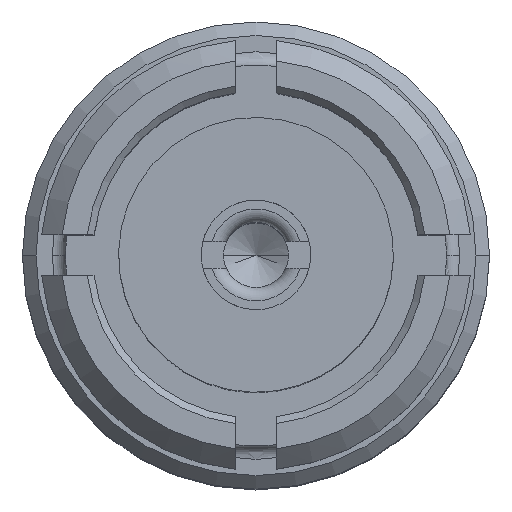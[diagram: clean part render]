
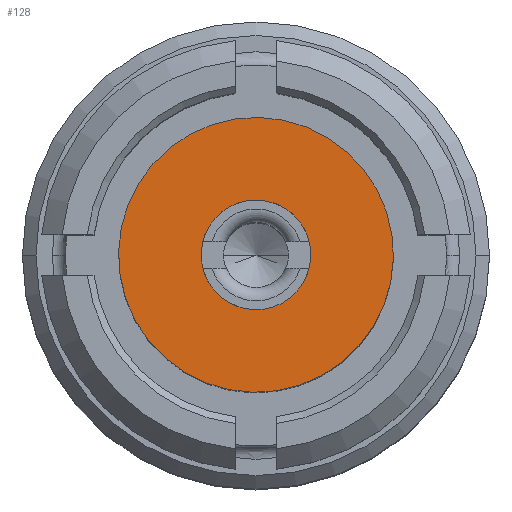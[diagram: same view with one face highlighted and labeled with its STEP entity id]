
A CAD part, top view. The second image highlights one B-rep face of the part: STEP entity #128.
In plain terms, the highlighted planar face has unit normal (0, 0, 1).
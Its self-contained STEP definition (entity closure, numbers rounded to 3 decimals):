
#44 = EDGE_CURVE ( 'NONE', #3671, #2795, #2592, .T. ) ;
#128 = ADVANCED_FACE ( 'NONE', ( #3368, #357 ), #227, .F. ) ;
#151 = CARTESIAN_POINT ( 'NONE',  ( 0.995, -0.202, 0. ) ) ;
#227 = PLANE ( 'NONE',  #682 ) ;
#304 = CARTESIAN_POINT ( 'NONE',  ( 0., 0., 0. ) ) ;
#357 = FACE_OUTER_BOUND ( 'NONE', #2445, .T. ) ;
#597 = DIRECTION ( 'NONE',  ( 0.98, -0.199, 0. ) ) ;
#682 = AXIS2_PLACEMENT_3D ( 'NONE', #1342, #3629, #3282 ) ;
#777 = AXIS2_PLACEMENT_3D ( 'NONE', #1492, #3462, #1781 ) ;
#795 = DIRECTION ( 'NONE',  ( 0., 0., 1. ) ) ;
#813 = CARTESIAN_POINT ( 'NONE',  ( 0., 0., 0. ) ) ;
#1069 = CARTESIAN_POINT ( 'NONE',  ( 0., 0., 0. ) ) ;
#1083 = DIRECTION ( 'NONE',  ( 0.98, -0.199, 0. ) ) ;
#1168 = EDGE_CURVE ( 'NONE', #3586, #3170, #3359, .T. ) ;
#1342 = CARTESIAN_POINT ( 'NONE',  ( 0.08, 0.397, 0. ) ) ;
#1450 = CIRCLE ( 'NONE', #777, 1.015 ) ;
#1492 = CARTESIAN_POINT ( 'NONE',  ( 0., 0., 0. ) ) ;
#1781 = DIRECTION ( 'NONE',  ( 0.98, -0.199, 0. ) ) ;
#1875 = ORIENTED_EDGE ( 'NONE', *, *, #44, .F. ) ;
#2130 = EDGE_CURVE ( 'NONE', #3170, #3586, #1450, .T. ) ;
#2299 = AXIS2_PLACEMENT_3D ( 'NONE', #813, #2783, #1083 ) ;
#2304 = DIRECTION ( 'NONE',  ( 0., 0., 1. ) ) ;
#2308 = ORIENTED_EDGE ( 'NONE', *, *, #3125, .F. ) ;
#2445 = EDGE_LOOP ( 'NONE', ( #3310, #3542 ) ) ;
#2592 = CIRCLE ( 'NONE', #2837, 0.405 ) ;
#2622 = EDGE_LOOP ( 'NONE', ( #1875, #2308 ) ) ;
#2783 = DIRECTION ( 'NONE',  ( 0., 0., 1. ) ) ;
#2795 = VERTEX_POINT ( 'NONE', #2827 ) ;
#2827 = CARTESIAN_POINT ( 'NONE',  ( -0.397, 0.08, 0. ) ) ;
#2837 = AXIS2_PLACEMENT_3D ( 'NONE', #1069, #795, #3618 ) ;
#2903 = CARTESIAN_POINT ( 'NONE',  ( 0.397, -0.08, 0. ) ) ;
#2988 = AXIS2_PLACEMENT_3D ( 'NONE', #304, #2304, #597 ) ;
#3062 = CARTESIAN_POINT ( 'NONE',  ( -0.995, 0.202, 0. ) ) ;
#3125 = EDGE_CURVE ( 'NONE', #2795, #3671, #3145, .T. ) ;
#3145 = CIRCLE ( 'NONE', #2299, 0.405 ) ;
#3170 = VERTEX_POINT ( 'NONE', #3062 ) ;
#3282 = DIRECTION ( 'NONE',  ( -0.98, 0.199, 0. ) ) ;
#3310 = ORIENTED_EDGE ( 'NONE', *, *, #1168, .T. ) ;
#3359 = CIRCLE ( 'NONE', #2988, 1.015 ) ;
#3368 = FACE_BOUND ( 'NONE', #2622, .T. ) ;
#3462 = DIRECTION ( 'NONE',  ( 0., 0., 1. ) ) ;
#3542 = ORIENTED_EDGE ( 'NONE', *, *, #2130, .T. ) ;
#3586 = VERTEX_POINT ( 'NONE', #151 ) ;
#3618 = DIRECTION ( 'NONE',  ( 0.98, -0.199, 0. ) ) ;
#3629 = DIRECTION ( 'NONE',  ( 0., 0., -1. ) ) ;
#3671 = VERTEX_POINT ( 'NONE', #2903 ) ;
